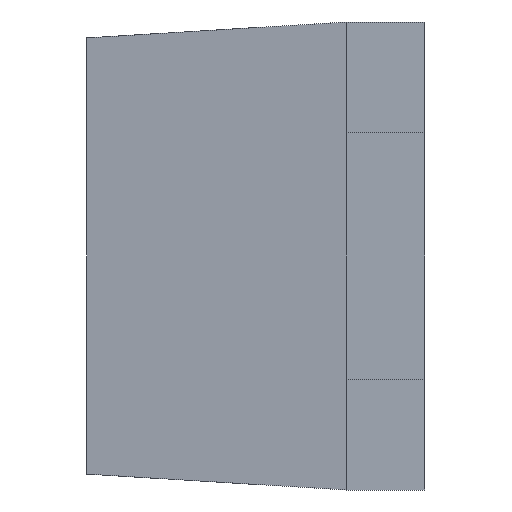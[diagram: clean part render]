
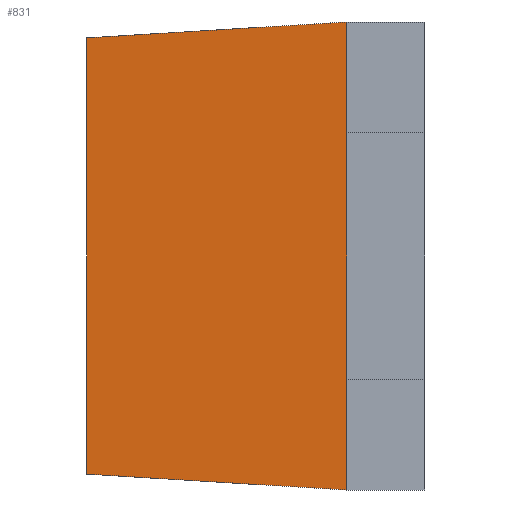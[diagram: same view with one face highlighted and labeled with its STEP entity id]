
A CAD part, left-side view. The second image highlights one B-rep face of the part: STEP entity #831.
In plain terms, the highlighted planar face has unit normal (-0.998, 0.061, 0).
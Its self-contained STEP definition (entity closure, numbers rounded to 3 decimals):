
#1 = CARTESIAN_POINT ( 'NONE',  ( -1.4, 0.3, 0.9 ) ) ;
#7 = DIRECTION ( 'NONE',  ( -0.998, 0.061, 0. ) ) ;
#58 = ORIENTED_EDGE ( 'NONE', *, *, #532, .T. ) ;
#167 = CARTESIAN_POINT ( 'NONE',  ( -1.339, 1.3, -0.839 ) ) ;
#183 = VERTEX_POINT ( 'NONE', #952 ) ;
#198 = PLANE ( 'NONE',  #1217 ) ;
#228 = CARTESIAN_POINT ( 'NONE',  ( -1.4, 0.3, 0.9 ) ) ;
#271 = CARTESIAN_POINT ( 'NONE',  ( -1.4, 0.3, -0.9 ) ) ;
#382 = DIRECTION ( 'NONE',  ( 0., 0., 1. ) ) ;
#384 = CARTESIAN_POINT ( 'NONE',  ( -1.4, 0.3, -0.475 ) ) ;
#385 = CARTESIAN_POINT ( 'NONE',  ( -1.4, 0.3, -0.9 ) ) ;
#402 = EDGE_CURVE ( 'NONE', #1103, #183, #447, .T. ) ;
#408 = VERTEX_POINT ( 'NONE', #823 ) ;
#447 = LINE ( 'NONE', #819, #549 ) ;
#475 = CARTESIAN_POINT ( 'NONE',  ( -1.4, 0.3, 0.9 ) ) ;
#529 = CARTESIAN_POINT ( 'NONE',  ( -1.4, 0.3, 0.9 ) ) ;
#532 = EDGE_CURVE ( 'NONE', #1103, #1231, #671, .T. ) ;
#545 = CARTESIAN_POINT ( 'NONE',  ( -1.4, 0.3, 0.9 ) ) ;
#549 = VECTOR ( 'NONE', #1224, 1000. ) ;
#585 = ORIENTED_EDGE ( 'NONE', *, *, #804, .T. ) ;
#627 = CARTESIAN_POINT ( 'NONE',  ( -1.4, 0.3, -0.9 ) ) ;
#636 = ORIENTED_EDGE ( 'NONE', *, *, #402, .F. ) ;
#671 = LINE ( 'NONE', #385, #676 ) ;
#676 = VECTOR ( 'NONE', #855, 1000. ) ;
#698 = LINE ( 'NONE', #529, #1113 ) ;
#784 = LINE ( 'NONE', #475, #954 ) ;
#804 = EDGE_CURVE ( 'NONE', #861, #408, #1120, .T. ) ;
#817 = EDGE_CURVE ( 'NONE', #408, #1006, #1148, .T. ) ;
#819 = CARTESIAN_POINT ( 'NONE',  ( -1.339, 1.3, -0.9 ) ) ;
#823 = CARTESIAN_POINT ( 'NONE',  ( -1.4, 0.3, 0.475 ) ) ;
#831 = ADVANCED_FACE ( 'NONE', ( #1132 ), #198, .T. ) ;
#855 = DIRECTION ( 'NONE',  ( -0.061, -0.996, -0.061 ) ) ;
#861 = VERTEX_POINT ( 'NONE', #384 ) ;
#862 = DIRECTION ( 'NONE',  ( 0., 0., 1. ) ) ;
#921 = ORIENTED_EDGE ( 'NONE', *, *, #1161, .T. ) ;
#925 = DIRECTION ( 'NONE',  ( 0., 0., 1. ) ) ;
#952 = CARTESIAN_POINT ( 'NONE',  ( -1.339, 1.3, 0.839 ) ) ;
#954 = VECTOR ( 'NONE', #382, 1000. ) ;
#1006 = VERTEX_POINT ( 'NONE', #228 ) ;
#1028 = EDGE_LOOP ( 'NONE', ( #921, #585, #1117, #1091, #636, #58 ) ) ;
#1091 = ORIENTED_EDGE ( 'NONE', *, *, #1228, .F. ) ;
#1103 = VERTEX_POINT ( 'NONE', #167 ) ;
#1111 = VECTOR ( 'NONE', #925, 1000. ) ;
#1113 = VECTOR ( 'NONE', #1181, 1000. ) ;
#1117 = ORIENTED_EDGE ( 'NONE', *, *, #817, .T. ) ;
#1120 = LINE ( 'NONE', #545, #1111 ) ;
#1132 = FACE_OUTER_BOUND ( 'NONE', #1028, .T. ) ;
#1135 = VECTOR ( 'NONE', #862, 1000. ) ;
#1142 = DIRECTION ( 'NONE',  ( -0.061, -0.998, 0. ) ) ;
#1148 = LINE ( 'NONE', #1, #1135 ) ;
#1161 = EDGE_CURVE ( 'NONE', #1231, #861, #784, .T. ) ;
#1181 = DIRECTION ( 'NONE',  ( -0.061, -0.996, 0.061 ) ) ;
#1217 = AXIS2_PLACEMENT_3D ( 'NONE', #271, #7, #1142 ) ;
#1224 = DIRECTION ( 'NONE',  ( 0., 0., 1. ) ) ;
#1228 = EDGE_CURVE ( 'NONE', #183, #1006, #698, .T. ) ;
#1231 = VERTEX_POINT ( 'NONE', #627 ) ;
